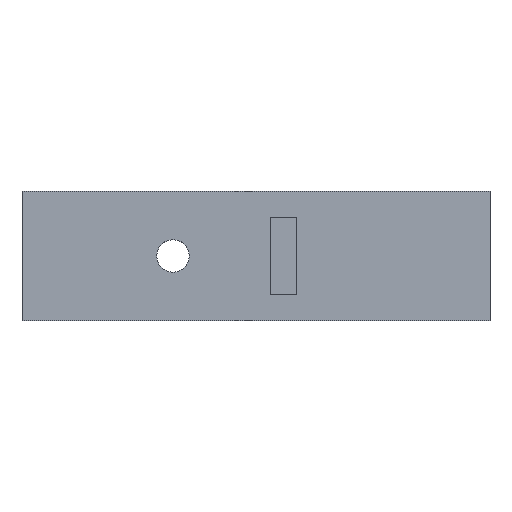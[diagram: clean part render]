
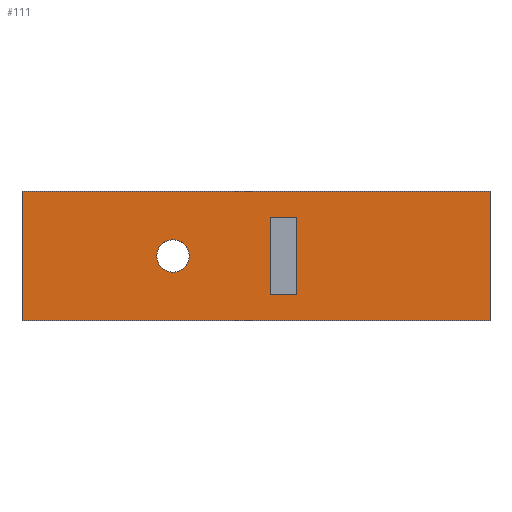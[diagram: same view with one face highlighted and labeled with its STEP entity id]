
A CAD part, top view. The second image highlights one B-rep face of the part: STEP entity #111.
In plain terms, the highlighted planar face has unit normal (0, 0, 1).
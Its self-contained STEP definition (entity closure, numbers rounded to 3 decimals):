
#111=ADVANCED_FACE('',(#243,#245,#247),#249,.T.);
#243=FACE_BOUND('',#244,.T.);
#244=EDGE_LOOP('',(#349,#350,#351,#352));
#245=FACE_BOUND('',#246,.T.);
#246=EDGE_LOOP('',(#353,#354,#355,#356));
#247=FACE_BOUND('',#248,.T.);
#248=EDGE_LOOP('',(#357));
#249=PLANE('',#250);
#250=AXIS2_PLACEMENT_3D('',#251,#252,#253);
#251=CARTESIAN_POINT('',(0.,0.,1.5));
#252=DIRECTION('',(0.,0.,1.));
#253=DIRECTION('',(-1.,0.,0.));
#349=ORIENTED_EDGE('',*,*,#410,.T.);
#350=ORIENTED_EDGE('',*,*,#394,.T.);
#351=ORIENTED_EDGE('',*,*,#409,.T.);
#352=ORIENTED_EDGE('',*,*,#411,.T.);
#353=ORIENTED_EDGE('',*,*,#412,.F.);
#354=ORIENTED_EDGE('',*,*,#413,.F.);
#355=ORIENTED_EDGE('',*,*,#414,.F.);
#356=ORIENTED_EDGE('',*,*,#415,.F.);
#357=ORIENTED_EDGE('',*,*,#416,.T.);
#394=EDGE_CURVE('',#439,#437,#440,.T.);
#409=EDGE_CURVE('',#437,#461,#463,.T.);
#410=EDGE_CURVE('',#464,#439,#465,.T.);
#411=EDGE_CURVE('',#461,#464,#466,.T.);
#412=EDGE_CURVE('',#467,#468,#469,.T.);
#413=EDGE_CURVE('',#470,#467,#471,.T.);
#414=EDGE_CURVE('',#472,#470,#473,.T.);
#415=EDGE_CURVE('',#468,#472,#474,.T.);
#416=EDGE_CURVE('',#475,#475,#476,.F.);
#437=VERTEX_POINT('',#511);
#439=VERTEX_POINT('',#515);
#440=LINE('',#516,#517);
#461=VERTEX_POINT('',#566);
#463=LINE('',#570,#571);
#464=VERTEX_POINT('',#573);
#465=LINE('',#574,#575);
#466=LINE('',#577,#578);
#467=VERTEX_POINT('',#580);
#468=VERTEX_POINT('',#581);
#469=LINE('',#582,#583);
#470=VERTEX_POINT('',#585);
#471=LINE('',#586,#587);
#472=VERTEX_POINT('',#589);
#473=LINE('',#590,#591);
#474=LINE('',#593,#594);
#475=VERTEX_POINT('',#596);
#476=CIRCLE('',#597,1.5);
#511=CARTESIAN_POINT('',(21.7,6.,1.5));
#515=CARTESIAN_POINT('',(21.7,-6.,1.5));
#516=CARTESIAN_POINT('',(21.7,-6.,1.5));
#517=VECTOR('',#518,1.);
#518=DIRECTION('',(0.,1.,0.));
#566=CARTESIAN_POINT('',(-21.7,6.,1.5));
#570=CARTESIAN_POINT('',(21.7,6.,1.5));
#571=VECTOR('',#572,1.);
#572=DIRECTION('',(-1.,0.,0.));
#573=CARTESIAN_POINT('',(-21.7,-6.,1.5));
#574=CARTESIAN_POINT('',(-21.7,-6.,1.5));
#575=VECTOR('',#576,1.);
#576=DIRECTION('',(1.,0.,0.));
#577=CARTESIAN_POINT('',(-21.7,6.,1.5));
#578=VECTOR('',#579,1.);
#579=DIRECTION('',(0.,-1.,0.));
#580=CARTESIAN_POINT('',(1.3,-3.6,1.5));
#581=CARTESIAN_POINT('',(3.8,-3.6,1.5));
#582=CARTESIAN_POINT('',(1.3,-3.6,1.5));
#583=VECTOR('',#584,1.);
#584=DIRECTION('',(1.,0.,0.));
#585=CARTESIAN_POINT('',(1.3,3.6,1.5));
#586=CARTESIAN_POINT('',(1.3,3.6,1.5));
#587=VECTOR('',#588,1.);
#588=DIRECTION('',(0.,-1.,0.));
#589=CARTESIAN_POINT('',(3.8,3.6,1.5));
#590=CARTESIAN_POINT('',(3.8,3.6,1.5));
#591=VECTOR('',#592,1.);
#592=DIRECTION('',(-1.,0.,0.));
#593=CARTESIAN_POINT('',(3.8,-3.6,1.5));
#594=VECTOR('',#595,1.);
#595=DIRECTION('',(0.,1.,0.));
#596=CARTESIAN_POINT('',(-9.2,0.,1.5));
#597=AXIS2_PLACEMENT_3D('',#598,#599,#600);
#598=CARTESIAN_POINT('',(-7.7,0.,1.5));
#599=DIRECTION('',(0.,0.,1.));
#600=DIRECTION('',(-1.,0.,0.));
